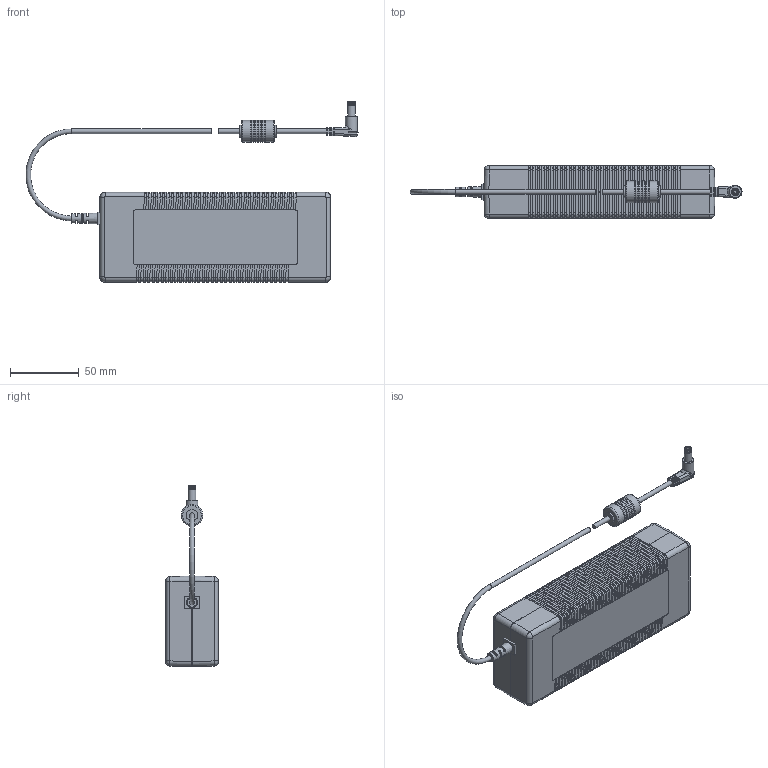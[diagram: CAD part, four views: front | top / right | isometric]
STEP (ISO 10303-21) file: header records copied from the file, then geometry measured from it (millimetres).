
FILE_DESCRIPTION (( 'STEP AP214' ), '1' );
FILE_NAME ('PS56118-25R.STEP', '2018-03-19T13:59:06', ( '' ), ( '' ), 'SwSTEP 2.0', 'SolidWorks 2017', '' );
FILE_SCHEMA (( 'AUTOMOTIVE_DESIGN' ));
Length unit declared in the file: inch
Products named in the file (3): PS56118-25R; PS56118-25R_DCcord; PS56118-25R_MainBody
Assembly tree (2 placements, depth 2):
  PS56118-25R
    PS56118-25R_MainBody
    PS56118-25R_DCcord
Bounding box: 241.88 x 38.42 x 131.71 mm (x, y, z)
Volume: 418661.5 mm3; surface area: 52130.8 mm2
Topology: 5 solids, 5 shells, 1798 faces, 5211 edges, 3449 vertices
Faces by surface type: plane 1244, cylinder 500, bspline 23, torus 16, cone 15
Full cylindrical faces by diameter (mm): 1.574 x1, 2.035 x1, 2.438 x1, 3.404 x3, 5.391 x1, 5.486 x1, 8.484 x2, 8.636 x1, 15.85 x6
Entity records: 82725 total; most frequent: CARTESIAN_POINT 11723, ORIENTED_EDGE 10302, DIRECTION 9550, EDGE_CURVE 5151, LINE 4060, VECTOR 4060, VERTEX_POINT 3439, AXIS2_PLACEMENT_3D 2745
